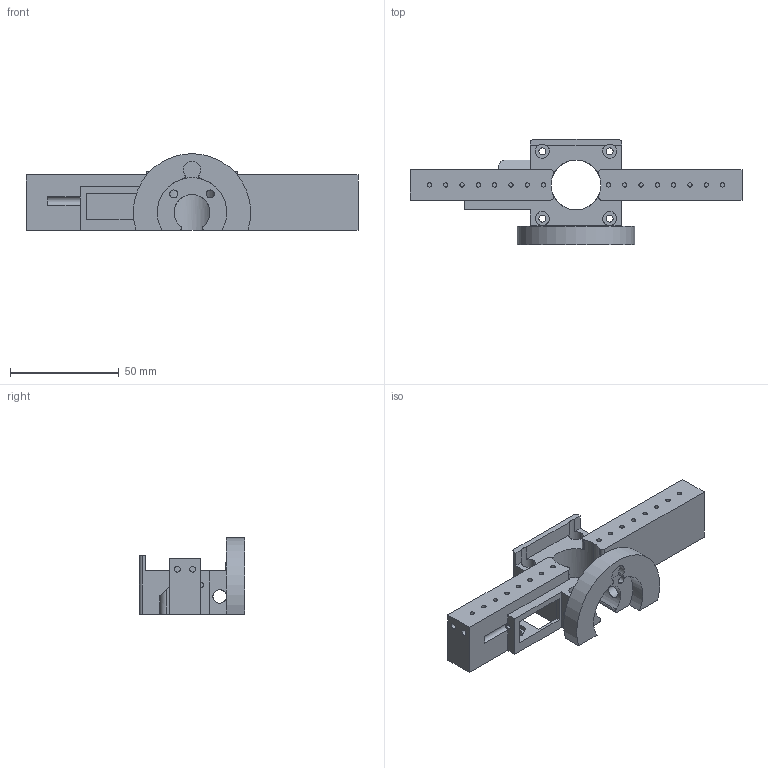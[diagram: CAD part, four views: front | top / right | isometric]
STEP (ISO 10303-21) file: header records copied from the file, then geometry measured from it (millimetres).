
FILE_DESCRIPTION (( 'STEP AP214' ), '1' );
FILE_NAME ('MSG_Gripper_body_150mm.STEP', '2025-12-26T15:00:23', ( '' ), ( '' ), 'SwSTEP 2.0', 'SolidWorks 2020', '' );
FILE_SCHEMA (( 'AUTOMOTIVE_DESIGN' ));
Length unit declared in the file: millimetre
Products named in the file (1): MSG_Gripper_body_150mm
Bounding box: 153 x 48.5 x 35.3 mm (x, y, z)
Volume: 65574.2 mm3; surface area: 25496.3 mm2
Topology: 1 solids, 1 shells, 180 faces, 484 edges, 321 vertices
Faces by surface type: cylinder 95, plane 85
Entity records: 6356 total; most frequent: CARTESIAN_POINT 1600, DIRECTION 1015, ORIENTED_EDGE 968, EDGE_CURVE 484, AXIS2_PLACEMENT_3D 374, VERTEX_POINT 321, LINE 267, VECTOR 267
